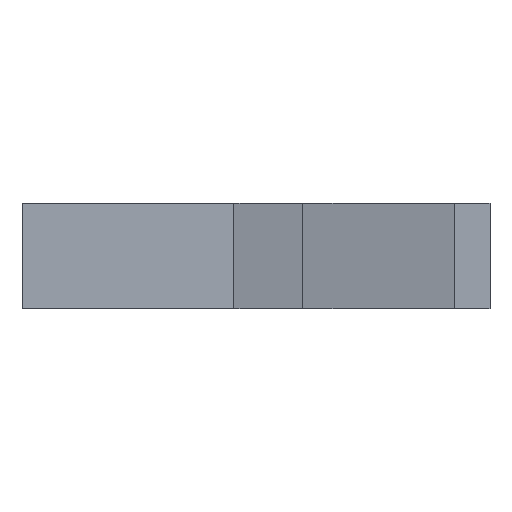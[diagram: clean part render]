
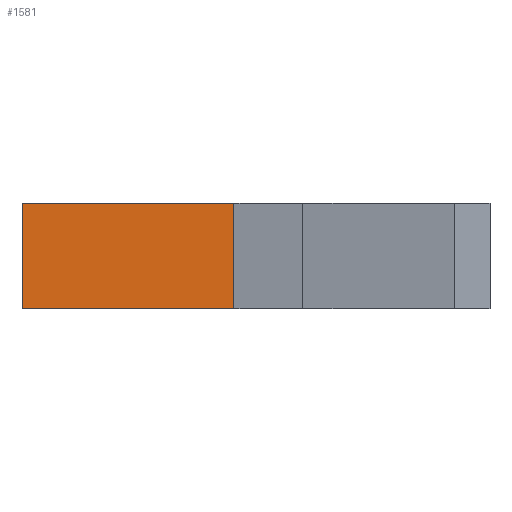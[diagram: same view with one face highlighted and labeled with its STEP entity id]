
A CAD part, front view. The second image highlights one B-rep face of the part: STEP entity #1581.
In plain terms, the highlighted planar face has unit normal (0, -1, 0).
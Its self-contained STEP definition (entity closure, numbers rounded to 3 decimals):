
#44 = PLANE('',#45);
#45 = AXIS2_PLACEMENT_3D('',#46,#47,#48);
#46 = CARTESIAN_POINT('',(-2.5,-8.,-3.));
#47 = DIRECTION('',(-1.,0.,0.));
#48 = DIRECTION('',(0.,1.,0.));
#72 = PLANE('',#73);
#73 = AXIS2_PLACEMENT_3D('',#74,#75,#76);
#74 = CARTESIAN_POINT('',(-2.5,0.,3.));
#75 = DIRECTION('',(0.,0.,1.));
#76 = DIRECTION('',(1.,0.,0.));
#126 = PLANE('',#127);
#127 = AXIS2_PLACEMENT_3D('',#128,#129,#130);
#128 = CARTESIAN_POINT('',(-2.5,0.,-3.));
#129 = DIRECTION('',(0.,0.,1.));
#130 = DIRECTION('',(1.,0.,0.));
#1473 = PLANE('',#1474);
#1474 = AXIS2_PLACEMENT_3D('',#1475,#1476,#1477);
#1475 = CARTESIAN_POINT('',(13.402,0.,-3.));
#1476 = DIRECTION('',(0.899,-0.438,0.));
#1477 = DIRECTION('',(-0.438,-0.899,0.));
#1511 = VERTEX_POINT('',#1512);
#1512 = CARTESIAN_POINT('',(9.5,-8.,3.));
#1533 = EDGE_CURVE('',#1534,#1511,#1536,.T.);
#1534 = VERTEX_POINT('',#1535);
#1535 = CARTESIAN_POINT('',(9.5,-8.,-3.));
#1536 = SURFACE_CURVE('',#1537,(#1541,#1548),.PCURVE_S1.);
#1537 = LINE('',#1538,#1539);
#1538 = CARTESIAN_POINT('',(9.5,-8.,-3.));
#1539 = VECTOR('',#1540,1.);
#1540 = DIRECTION('',(0.,0.,1.));
#1541 = PCURVE('',#1473,#1542);
#1542 = DEFINITIONAL_REPRESENTATION('',(#1543),#1547);
#1543 = LINE('',#1544,#1545);
#1544 = CARTESIAN_POINT('',(8.901,-0.));
#1545 = VECTOR('',#1546,1.);
#1546 = DIRECTION('',(0.,-1.));
#1547 = ( GEOMETRIC_REPRESENTATION_CONTEXT(2) 
PARAMETRIC_REPRESENTATION_CONTEXT() REPRESENTATION_CONTEXT('2D SPACE',''
  ) );
#1548 = PCURVE('',#1549,#1554);
#1549 = PLANE('',#1550);
#1550 = AXIS2_PLACEMENT_3D('',#1551,#1552,#1553);
#1551 = CARTESIAN_POINT('',(9.5,-8.,-3.));
#1552 = DIRECTION('',(0.,-1.,0.));
#1553 = DIRECTION('',(-1.,0.,0.));
#1554 = DEFINITIONAL_REPRESENTATION('',(#1555),#1559);
#1555 = LINE('',#1556,#1557);
#1556 = CARTESIAN_POINT('',(0.,-0.));
#1557 = VECTOR('',#1558,1.);
#1558 = DIRECTION('',(0.,-1.));
#1559 = ( GEOMETRIC_REPRESENTATION_CONTEXT(2) 
PARAMETRIC_REPRESENTATION_CONTEXT() REPRESENTATION_CONTEXT('2D SPACE',''
  ) );
#1581 = ADVANCED_FACE('',(#1582),#1549,.T.);
#1582 = FACE_BOUND('',#1583,.T.);
#1583 = EDGE_LOOP('',(#1584,#1585,#1608,#1631));
#1584 = ORIENTED_EDGE('',*,*,#1533,.T.);
#1585 = ORIENTED_EDGE('',*,*,#1586,.T.);
#1586 = EDGE_CURVE('',#1511,#1587,#1589,.T.);
#1587 = VERTEX_POINT('',#1588);
#1588 = CARTESIAN_POINT('',(-2.5,-8.,3.));
#1589 = SURFACE_CURVE('',#1590,(#1594,#1601),.PCURVE_S1.);
#1590 = LINE('',#1591,#1592);
#1591 = CARTESIAN_POINT('',(9.5,-8.,3.));
#1592 = VECTOR('',#1593,1.);
#1593 = DIRECTION('',(-1.,0.,0.));
#1594 = PCURVE('',#1549,#1595);
#1595 = DEFINITIONAL_REPRESENTATION('',(#1596),#1600);
#1596 = LINE('',#1597,#1598);
#1597 = CARTESIAN_POINT('',(0.,-6.));
#1598 = VECTOR('',#1599,1.);
#1599 = DIRECTION('',(1.,0.));
#1600 = ( GEOMETRIC_REPRESENTATION_CONTEXT(2) 
PARAMETRIC_REPRESENTATION_CONTEXT() REPRESENTATION_CONTEXT('2D SPACE',''
  ) );
#1601 = PCURVE('',#72,#1602);
#1602 = DEFINITIONAL_REPRESENTATION('',(#1603),#1607);
#1603 = LINE('',#1604,#1605);
#1604 = CARTESIAN_POINT('',(12.,-8.));
#1605 = VECTOR('',#1606,1.);
#1606 = DIRECTION('',(-1.,0.));
#1607 = ( GEOMETRIC_REPRESENTATION_CONTEXT(2) 
PARAMETRIC_REPRESENTATION_CONTEXT() REPRESENTATION_CONTEXT('2D SPACE',''
  ) );
#1608 = ORIENTED_EDGE('',*,*,#1609,.F.);
#1609 = EDGE_CURVE('',#1610,#1587,#1612,.T.);
#1610 = VERTEX_POINT('',#1611);
#1611 = CARTESIAN_POINT('',(-2.5,-8.,-3.));
#1612 = SURFACE_CURVE('',#1613,(#1617,#1624),.PCURVE_S1.);
#1613 = LINE('',#1614,#1615);
#1614 = CARTESIAN_POINT('',(-2.5,-8.,-3.));
#1615 = VECTOR('',#1616,1.);
#1616 = DIRECTION('',(0.,0.,1.));
#1617 = PCURVE('',#1549,#1618);
#1618 = DEFINITIONAL_REPRESENTATION('',(#1619),#1623);
#1619 = LINE('',#1620,#1621);
#1620 = CARTESIAN_POINT('',(12.,0.));
#1621 = VECTOR('',#1622,1.);
#1622 = DIRECTION('',(0.,-1.));
#1623 = ( GEOMETRIC_REPRESENTATION_CONTEXT(2) 
PARAMETRIC_REPRESENTATION_CONTEXT() REPRESENTATION_CONTEXT('2D SPACE',''
  ) );
#1624 = PCURVE('',#44,#1625);
#1625 = DEFINITIONAL_REPRESENTATION('',(#1626),#1630);
#1626 = LINE('',#1627,#1628);
#1627 = CARTESIAN_POINT('',(0.,0.));
#1628 = VECTOR('',#1629,1.);
#1629 = DIRECTION('',(0.,-1.));
#1630 = ( GEOMETRIC_REPRESENTATION_CONTEXT(2) 
PARAMETRIC_REPRESENTATION_CONTEXT() REPRESENTATION_CONTEXT('2D SPACE',''
  ) );
#1631 = ORIENTED_EDGE('',*,*,#1632,.F.);
#1632 = EDGE_CURVE('',#1534,#1610,#1633,.T.);
#1633 = SURFACE_CURVE('',#1634,(#1638,#1645),.PCURVE_S1.);
#1634 = LINE('',#1635,#1636);
#1635 = CARTESIAN_POINT('',(9.5,-8.,-3.));
#1636 = VECTOR('',#1637,1.);
#1637 = DIRECTION('',(-1.,0.,0.));
#1638 = PCURVE('',#1549,#1639);
#1639 = DEFINITIONAL_REPRESENTATION('',(#1640),#1644);
#1640 = LINE('',#1641,#1642);
#1641 = CARTESIAN_POINT('',(0.,-0.));
#1642 = VECTOR('',#1643,1.);
#1643 = DIRECTION('',(1.,0.));
#1644 = ( GEOMETRIC_REPRESENTATION_CONTEXT(2) 
PARAMETRIC_REPRESENTATION_CONTEXT() REPRESENTATION_CONTEXT('2D SPACE',''
  ) );
#1645 = PCURVE('',#126,#1646);
#1646 = DEFINITIONAL_REPRESENTATION('',(#1647),#1651);
#1647 = LINE('',#1648,#1649);
#1648 = CARTESIAN_POINT('',(12.,-8.));
#1649 = VECTOR('',#1650,1.);
#1650 = DIRECTION('',(-1.,0.));
#1651 = ( GEOMETRIC_REPRESENTATION_CONTEXT(2) 
PARAMETRIC_REPRESENTATION_CONTEXT() REPRESENTATION_CONTEXT('2D SPACE',''
  ) );
